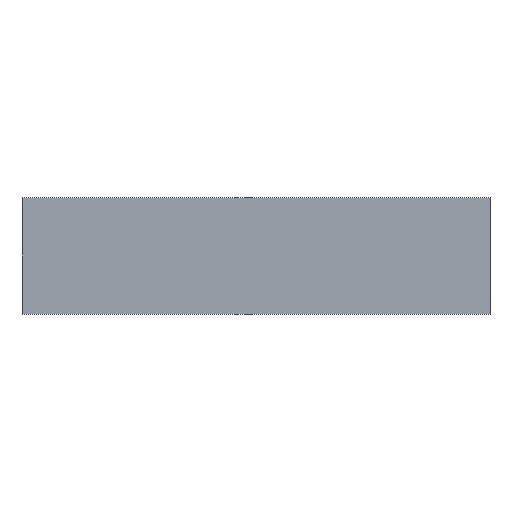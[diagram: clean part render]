
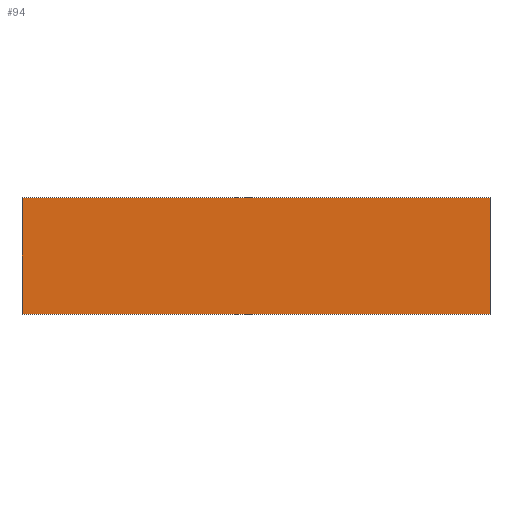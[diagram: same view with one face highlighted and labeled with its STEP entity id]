
A CAD part, left-side view. The second image highlights one B-rep face of the part: STEP entity #94.
In plain terms, the highlighted planar face has unit normal (-1, 0, 0).
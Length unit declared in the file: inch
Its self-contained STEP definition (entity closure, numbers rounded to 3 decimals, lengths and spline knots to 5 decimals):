
#26=CARTESIAN_POINT('',(3.74874,5.49393,0.75));
#27=VERTEX_POINT('',#26);
#34=CARTESIAN_POINT('',(3.74874,-0.50607,0.75));
#35=VERTEX_POINT('',#34);
#36=CARTESIAN_POINT('',(3.74874,2.49393,0.75));
#37=DIRECTION('',(0.,-1.,0.));
#38=VECTOR('',#37,1.);
#39=LINE('',#36,#38);
#40=EDGE_CURVE('',#27,#35,#39,.T.);
#64=CARTESIAN_POINT('',(3.74874,5.49393,-0.75));
#65=VERTEX_POINT('',#64);
#66=CARTESIAN_POINT('',(3.74874,5.49393,-0.75));
#67=DIRECTION('',(0.,0.,-1.));
#68=VECTOR('',#67,1.);
#69=LINE('',#66,#68);
#70=EDGE_CURVE('',#27,#65,#69,.T.);
#71=ORIENTED_EDGE('',*,*,#70,.T.);
#72=CARTESIAN_POINT('',(3.74874,-0.50607,-0.75));
#73=VERTEX_POINT('',#72);
#74=CARTESIAN_POINT('',(3.74874,2.49393,-0.75));
#75=DIRECTION('',(0.,1.,0.));
#76=VECTOR('',#75,1.);
#77=LINE('',#74,#76);
#78=EDGE_CURVE('',#73,#65,#77,.T.);
#79=ORIENTED_EDGE('',*,*,#78,.F.);
#80=CARTESIAN_POINT('',(3.74874,-0.50607,-0.75));
#81=DIRECTION('',(0.,0.,1.));
#82=VECTOR('',#81,1.);
#83=LINE('',#80,#82);
#84=EDGE_CURVE('',#73,#35,#83,.T.);
#85=ORIENTED_EDGE('',*,*,#84,.T.);
#86=ORIENTED_EDGE('',*,*,#40,.F.);
#87=EDGE_LOOP('',(#71,#79,#85,#86));
#88=FACE_OUTER_BOUND('',#87,.T.);
#89=CARTESIAN_POINT('',(3.74874,2.49393,0.));
#90=DIRECTION('',(-1.,0.,0.));
#91=DIRECTION('',(0.,0.,1.));
#92=AXIS2_PLACEMENT_3D('',#89,#90,#91);
#93=PLANE('',#92);
#94=ADVANCED_FACE('',(#88),#93,.T.);
